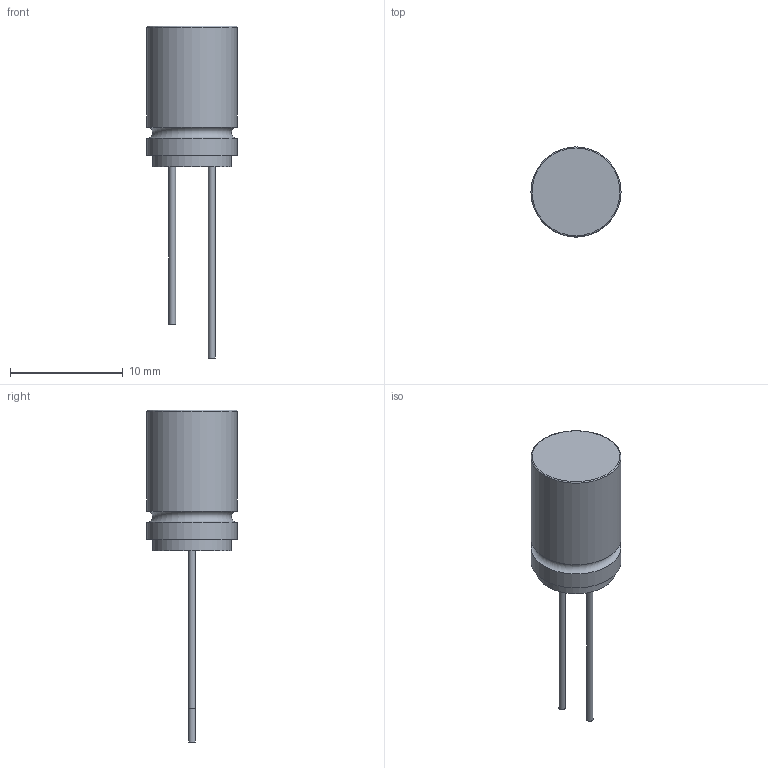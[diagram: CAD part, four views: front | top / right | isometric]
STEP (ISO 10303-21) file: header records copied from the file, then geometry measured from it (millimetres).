
FILE_DESCRIPTION( ( '' ), ' ' );
FILE_NAME( '5aec695d32a7b00e22f33b0f.step', '2018-05-04T14:08:29', ( '' ), ( '' ), ' ', ' ', ' ' );
FILE_SCHEMA( ( 'AUTOMOTIVE_DESIGN { 1 0 10303 214 1 1 1 1 }' ) );
Length unit declared in the file: metre
Products named in the file (1): Open CASCADE STEP translator 6.8 2
Bounding box: 8 x 8 x 29.5 mm (x, y, z)
Volume: 615.9 mm3; surface area: 480.1 mm2
Topology: 1 solids, 1 shells, 12 faces, 20 edges, 13 vertices
Faces by surface type: plane 5, cylinder 5, torus 2
Full cylindrical faces by diameter (mm): 0.6 x2, 7 x1, 8 x2
Entity records: 401 total; most frequent: DIRECTION 48, CARTESIAN_POINT 35, AXIS2_PLACEMENT_3D 24, STYLED_ITEM 23, PRESENTATION_STYLE_ASSIGNMENT 23, COLOUR_RGB 23, EDGE_LOOP 22, ORIENTED_EDGE 22
